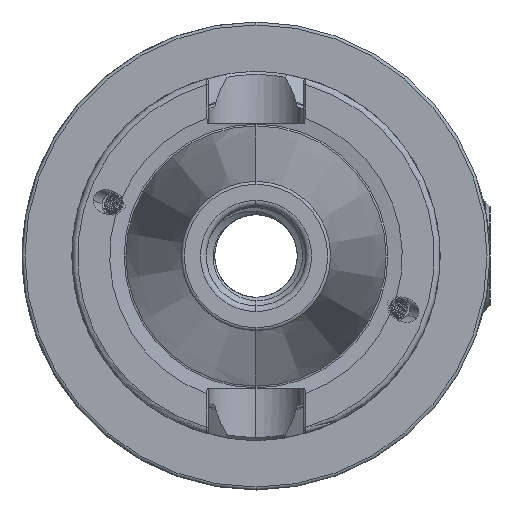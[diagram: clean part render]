
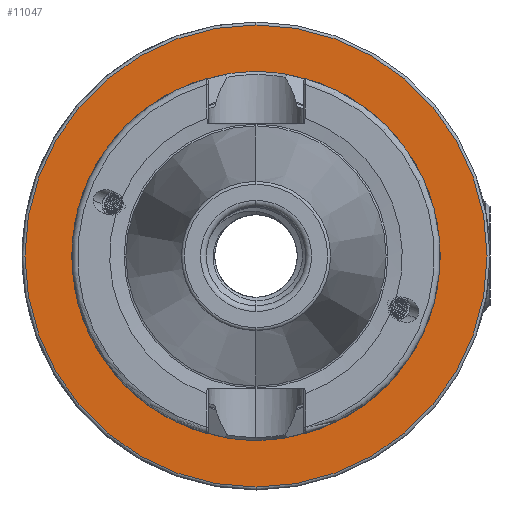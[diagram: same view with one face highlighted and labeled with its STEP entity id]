
A CAD part, left-side view. The second image highlights one B-rep face of the part: STEP entity #11047.
In plain terms, the highlighted planar face has unit normal (-1, 0, 0).
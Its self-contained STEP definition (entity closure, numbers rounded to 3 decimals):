
#439 = DIRECTION ( 'NONE',  ( 0., 0., 1. ) ) ;
#458 = CARTESIAN_POINT ( 'NONE',  ( 34., 0., 0. ) ) ;
#459 = DIRECTION ( 'NONE',  ( 1., 0., 0. ) ) ;
#647 = CARTESIAN_POINT ( 'NONE',  ( 34., 0., 0. ) ) ;
#672 = DIRECTION ( 'NONE',  ( 1., 0., 0. ) ) ;
#681 = DIRECTION ( 'NONE',  ( 0., 0., -1. ) ) ;
#992 = EDGE_CURVE ( 'NONE', #4835, #4828, #3870, .T. ) ;
#1015 = EDGE_CURVE ( 'NONE', #4844, #4885, #3928, .T. ) ;
#3870 = CIRCLE ( 'NONE', #10844, 31.3 ) ;
#3928 = CIRCLE ( 'NONE', #10853, 39.5 ) ;
#4640 = ORIENTED_EDGE ( 'NONE', *, *, #992, .T. ) ;
#4643 = ORIENTED_EDGE ( 'NONE', *, *, #6766, .F. ) ;
#4649 = ORIENTED_EDGE ( 'NONE', *, *, #1015, .F. ) ;
#4676 = ORIENTED_EDGE ( 'NONE', *, *, #6717, .T. ) ;
#4828 = VERTEX_POINT ( 'NONE', #14806 ) ;
#4835 = VERTEX_POINT ( 'NONE', #14812 ) ;
#4844 = VERTEX_POINT ( 'NONE', #14830 ) ;
#4885 = VERTEX_POINT ( 'NONE', #14868 ) ;
#6717 = EDGE_CURVE ( 'NONE', #4828, #4835, #18926, .T. ) ;
#6766 = EDGE_CURVE ( 'NONE', #4885, #4844, #18068, .T. ) ;
#9183 = AXIS2_PLACEMENT_3D ( 'NONE', #17559, #17553, #17560 ) ;
#10648 = AXIS2_PLACEMENT_3D ( 'NONE', #458, #459, #439 ) ;
#10655 = AXIS2_PLACEMENT_3D ( 'NONE', #647, #672, #681 ) ;
#10844 = AXIS2_PLACEMENT_3D ( 'NONE', #13085, #13046, #13060 ) ;
#10853 = AXIS2_PLACEMENT_3D ( 'NONE', #13221, #13191, #13233 ) ;
#11047 = ADVANCED_FACE ( 'NONE', ( #18551, #18646 ), #17558, .T. ) ;
#13046 = DIRECTION ( 'NONE',  ( 1., 0., 0. ) ) ;
#13060 = DIRECTION ( 'NONE',  ( 0., 0., 1. ) ) ;
#13085 = CARTESIAN_POINT ( 'NONE',  ( 34., 0., 0. ) ) ;
#13191 = DIRECTION ( 'NONE',  ( 1., 0., 0. ) ) ;
#13221 = CARTESIAN_POINT ( 'NONE',  ( 34., 0., 0. ) ) ;
#13233 = DIRECTION ( 'NONE',  ( 0., 0., -1. ) ) ;
#14806 = CARTESIAN_POINT ( 'NONE',  ( 34., 0., 31.3 ) ) ;
#14812 = CARTESIAN_POINT ( 'NONE',  ( 34., 0., -31.3 ) ) ;
#14830 = CARTESIAN_POINT ( 'NONE',  ( 34., 0., 39.5 ) ) ;
#14868 = CARTESIAN_POINT ( 'NONE',  ( 34., 0., -39.5 ) ) ;
#17553 = DIRECTION ( 'NONE',  ( -1., 0., 0. ) ) ;
#17558 = PLANE ( 'NONE',  #9183 ) ;
#17559 = CARTESIAN_POINT ( 'NONE',  ( 34., 39.5, 0. ) ) ;
#17560 = DIRECTION ( 'NONE',  ( 0., 0., 1. ) ) ;
#18068 = CIRCLE ( 'NONE', #10655, 39.5 ) ;
#18551 = FACE_BOUND ( 'NONE', #21244, .T. ) ;
#18646 = FACE_OUTER_BOUND ( 'NONE', #21309, .T. ) ;
#18926 = CIRCLE ( 'NONE', #10648, 31.3 ) ;
#21244 = EDGE_LOOP ( 'NONE', ( #4676, #4640 ) ) ;
#21309 = EDGE_LOOP ( 'NONE', ( #4643, #4649 ) ) ;
